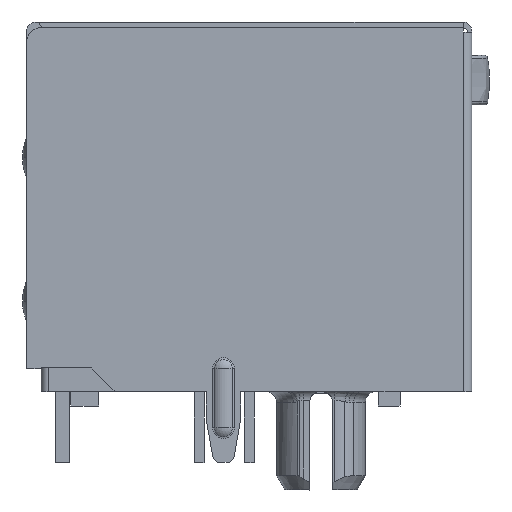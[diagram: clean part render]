
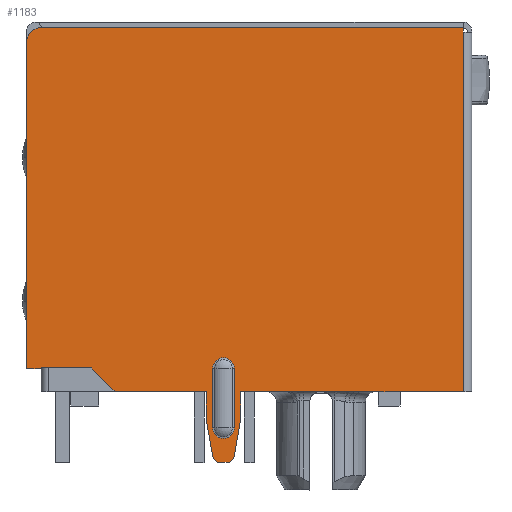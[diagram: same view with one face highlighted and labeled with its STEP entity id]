
A CAD part, left-side view. The second image highlights one B-rep face of the part: STEP entity #1183.
In plain terms, the highlighted planar face has unit normal (-1, 0, 0).
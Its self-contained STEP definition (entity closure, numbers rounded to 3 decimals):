
#1183=ADVANCED_FACE('',(#3434,#3435),#3436,.T.);
#3434=FACE_OUTER_BOUND('',#6764,.T.);
#3435=FACE_BOUND('',#6765,.T.);
#3436=PLANE('',#6766);
#6764=EDGE_LOOP('',(#12026,#12027,#12028,#12029,#12030,#12031,#12032,#12033,#12034,#12035,#12036,#12037,#12038,#12039,#12040,#12041,#12042,#12043));
#6765=EDGE_LOOP('',(#12044,#12045,#12046,#12047));
#6766=AXIS2_PLACEMENT_3D('',#12048,#12049,#12050);
#12026=ORIENTED_EDGE('',*,*,#23175,.F.);
#12027=ORIENTED_EDGE('',*,*,#23046,.F.);
#12028=ORIENTED_EDGE('',*,*,#23067,.F.);
#12029=ORIENTED_EDGE('',*,*,#23176,.T.);
#12030=ORIENTED_EDGE('',*,*,#23078,.F.);
#12031=ORIENTED_EDGE('',*,*,#23168,.F.);
#12032=ORIENTED_EDGE('',*,*,#23177,.F.);
#12033=ORIENTED_EDGE('',*,*,#23178,.T.);
#12034=ORIENTED_EDGE('',*,*,#23179,.T.);
#12035=ORIENTED_EDGE('',*,*,#23180,.T.);
#12036=ORIENTED_EDGE('',*,*,#23181,.T.);
#12037=ORIENTED_EDGE('',*,*,#23182,.T.);
#12038=ORIENTED_EDGE('',*,*,#23183,.T.);
#12039=ORIENTED_EDGE('',*,*,#23184,.T.);
#12040=ORIENTED_EDGE('',*,*,#23185,.T.);
#12041=ORIENTED_EDGE('',*,*,#23186,.T.);
#12042=ORIENTED_EDGE('',*,*,#23187,.T.);
#12043=ORIENTED_EDGE('',*,*,#23188,.T.);
#12044=ORIENTED_EDGE('',*,*,#23189,.T.);
#12045=ORIENTED_EDGE('',*,*,#23190,.F.);
#12046=ORIENTED_EDGE('',*,*,#23191,.T.);
#12047=ORIENTED_EDGE('',*,*,#23192,.F.);
#12048=CARTESIAN_POINT('',(0.16,0.01,0.66));
#12049=DIRECTION('',(-1.0,0.,0.));
#12050=DIRECTION('',(0.,0.,-1.0));
#23046=EDGE_CURVE('',#27477,#27479,#27480,.T.);
#23067=EDGE_CURVE('',#27514,#27477,#27516,.T.);
#23078=EDGE_CURVE('',#27531,#27533,#27534,.T.);
#23168=EDGE_CURVE('',#27691,#27531,#27693,.T.);
#23175=EDGE_CURVE('',#27479,#27704,#27705,.T.);
#23176=EDGE_CURVE('',#27514,#27533,#27706,.T.);
#23177=EDGE_CURVE('',#27707,#27691,#27708,.T.);
#23178=EDGE_CURVE('',#27707,#27709,#27710,.T.);
#23179=EDGE_CURVE('',#27709,#27711,#27712,.T.);
#23180=EDGE_CURVE('',#27711,#27713,#27714,.T.);
#23181=EDGE_CURVE('',#27713,#27715,#27716,.T.);
#23182=EDGE_CURVE('',#27715,#27717,#27718,.T.);
#23183=EDGE_CURVE('',#27717,#27719,#27720,.T.);
#23184=EDGE_CURVE('',#27719,#27721,#27722,.T.);
#23185=EDGE_CURVE('',#27721,#27723,#27724,.T.);
#23186=EDGE_CURVE('',#27723,#27725,#27726,.T.);
#23187=EDGE_CURVE('',#27725,#27727,#27728,.T.);
#23188=EDGE_CURVE('',#27727,#27704,#27729,.T.);
#23189=EDGE_CURVE('',#27730,#27731,#27732,.T.);
#23190=EDGE_CURVE('',#27733,#27731,#27734,.T.);
#23191=EDGE_CURVE('',#27733,#27735,#27736,.T.);
#23192=EDGE_CURVE('',#27730,#27735,#27737,.T.);
#27477=VERTEX_POINT('',#34834);
#27479=VERTEX_POINT('',#34837);
#27480=LINE('',#34838,#34839);
#27514=VERTEX_POINT('',#34891);
#27516=LINE('',#34894,#34895);
#27531=VERTEX_POINT('',#34915);
#27533=VERTEX_POINT('',#34918);
#27534=LINE('',#34919,#34920);
#27691=VERTEX_POINT('',#35156);
#27693=LINE('',#35159,#35160);
#27704=VERTEX_POINT('',#35175);
#27705=LINE('',#35176,#35177);
#27706=CIRCLE('',#35178,0.5);
#27707=VERTEX_POINT('',#35179);
#27708=LINE('',#35180,#35181);
#27709=VERTEX_POINT('',#35182);
#27710=LINE('',#35183,#35184);
#27711=VERTEX_POINT('',#35185);
#27712=LINE('',#35186,#35187);
#27713=VERTEX_POINT('',#35188);
#27714=LINE('',#35189,#35190);
#27715=VERTEX_POINT('',#35191);
#27716=LINE('',#35192,#35193);
#27717=VERTEX_POINT('',#35194);
#27718=LINE('',#35195,#35196);
#27719=VERTEX_POINT('',#35197);
#27720=CIRCLE('',#35198,0.254);
#27721=VERTEX_POINT('',#35199);
#27722=LINE('',#35200,#35201);
#27723=VERTEX_POINT('',#35202);
#27724=CIRCLE('',#35203,0.254);
#27725=VERTEX_POINT('',#35204);
#27726=LINE('',#35205,#35206);
#27727=VERTEX_POINT('',#35207);
#27728=LINE('',#35208,#35209);
#27729=LINE('',#35210,#35211);
#27730=VERTEX_POINT('',#35212);
#27731=VERTEX_POINT('',#35213);
#27732=CIRCLE('',#35214,0.381);
#27733=VERTEX_POINT('',#35215);
#27734=LINE('',#35216,#35217);
#27735=VERTEX_POINT('',#35218);
#27736=CIRCLE('',#35219,0.381);
#27737=LINE('',#35220,#35221);
#34834=CARTESIAN_POINT('',(0.16,0.405,16.438));
#34837=CARTESIAN_POINT('',(0.16,0.405,16.285));
#34838=CARTESIAN_POINT('',(0.16,0.405,4.257));
#34839=VECTOR('',#46585,1.0);
#34891=CARTESIAN_POINT('',(0.16,15.348,16.438));
#34894=CARTESIAN_POINT('',(0.16,14.652,16.438));
#34895=VECTOR('',#46605,1.0);
#34915=CARTESIAN_POINT('',(0.16,15.848,4.376));
#34918=CARTESIAN_POINT('',(0.16,15.848,15.938));
#34919=CARTESIAN_POINT('',(0.16,15.848,4.257));
#34920=VECTOR('',#46618,1.0);
#35156=CARTESIAN_POINT('',(0.16,15.338,4.376));
#35159=CARTESIAN_POINT('',(0.16,14.652,4.376));
#35160=VECTOR('',#46727,1.0);
#35175=CARTESIAN_POINT('',(0.16,0.405,3.56));
#35176=CARTESIAN_POINT('',(0.16,0.405,16.285));
#35177=VECTOR('',#46735,1.0);
#35178=AXIS2_PLACEMENT_3D('',#46736,#46737,#46738);
#35179=CARTESIAN_POINT('',(0.16,15.338,4.398));
#35180=CARTESIAN_POINT('',(0.16,15.338,4.257));
#35181=VECTOR('',#46739,1.0);
#35182=CARTESIAN_POINT('',(0.16,13.562,4.398));
#35183=CARTESIAN_POINT('',(0.16,14.652,4.398));
#35184=VECTOR('',#46740,1.0);
#35185=CARTESIAN_POINT('',(0.16,12.724,3.56));
#35186=CARTESIAN_POINT('',(0.16,13.421,4.257));
#35187=VECTOR('',#46741,1.0);
#35188=CARTESIAN_POINT('',(0.16,9.498,3.56));
#35189=CARTESIAN_POINT('',(0.16,14.652,3.56));
#35190=VECTOR('',#46742,1.0);
#35191=CARTESIAN_POINT('',(0.16,9.498,2.578));
#35192=CARTESIAN_POINT('',(0.16,9.498,4.257));
#35193=VECTOR('',#46743,1.0);
#35194=CARTESIAN_POINT('',(0.16,9.266,1.264));
#35195=CARTESIAN_POINT('',(0.16,9.794,4.257));
#35196=VECTOR('',#46744,1.0);
#35197=CARTESIAN_POINT('',(0.16,9.016,1.054));
#35198=AXIS2_PLACEMENT_3D('',#46745,#46746,#46747);
#35199=CARTESIAN_POINT('',(0.16,8.761,1.054));
#35200=CARTESIAN_POINT('',(0.16,14.652,1.054));
#35201=VECTOR('',#46748,1.0);
#35202=CARTESIAN_POINT('',(0.16,8.511,1.264));
#35203=AXIS2_PLACEMENT_3D('',#46749,#46750,#46751);
#35204=CARTESIAN_POINT('',(0.16,8.279,2.578));
#35205=CARTESIAN_POINT('',(0.16,7.983,4.257));
#35206=VECTOR('',#46752,1.0);
#35207=CARTESIAN_POINT('',(0.16,8.279,3.56));
#35208=CARTESIAN_POINT('',(0.16,8.279,4.257));
#35209=VECTOR('',#46753,1.0);
#35210=CARTESIAN_POINT('',(0.16,14.652,3.56));
#35211=VECTOR('',#46754,1.0);
#35212=CARTESIAN_POINT('',(0.16,9.269,4.377));
#35213=CARTESIAN_POINT('',(0.16,8.507,4.377));
#35214=AXIS2_PLACEMENT_3D('',#46755,#46756,#46757);
#35215=CARTESIAN_POINT('',(0.16,8.507,2.285));
#35216=CARTESIAN_POINT('',(0.16,8.507,2.285));
#35217=VECTOR('',#46758,1.0);
#35218=CARTESIAN_POINT('',(0.16,9.269,2.285));
#35219=AXIS2_PLACEMENT_3D('',#46759,#46760,#46761);
#35220=CARTESIAN_POINT('',(0.16,9.269,4.377));
#35221=VECTOR('',#46762,1.0);
#46585=DIRECTION('',(0.,0.,-1.0));
#46605=DIRECTION('',(0.,-1.0,0.));
#46618=DIRECTION('',(0.,0.,1.0));
#46727=DIRECTION('',(0.,1.0,0.));
#46735=DIRECTION('',(0.,0.,-1.0));
#46736=CARTESIAN_POINT('',(0.16,15.348,15.938));
#46737=DIRECTION('',(-1.0,0.,0.));
#46738=DIRECTION('',(0.,-1.0,0.));
#46739=DIRECTION('',(0.,0.,-1.0));
#46740=DIRECTION('',(0.,-1.0,0.));
#46741=DIRECTION('',(0.,-0.707,-0.707));
#46742=DIRECTION('',(0.,-1.0,0.));
#46743=DIRECTION('',(0.,0.,-1.0));
#46744=DIRECTION('',(0.,-0.174,-0.985));
#46745=CARTESIAN_POINT('',(0.16,9.016,1.308));
#46746=DIRECTION('',(-1.0,0.,0.));
#46747=DIRECTION('',(0.,-1.0,0.));
#46748=DIRECTION('',(0.,-1.0,0.));
#46749=CARTESIAN_POINT('',(0.16,8.761,1.308));
#46750=DIRECTION('',(-1.0,0.,0.));
#46751=DIRECTION('',(0.,-1.0,0.));
#46752=DIRECTION('',(0.,-0.174,0.985));
#46753=DIRECTION('',(0.,0.,1.0));
#46754=DIRECTION('',(0.,-1.0,0.));
#46755=CARTESIAN_POINT('',(0.16,8.888,4.377));
#46756=DIRECTION('',(1.0,0.,0.));
#46757=DIRECTION('',(0.,-1.0,0.));
#46758=DIRECTION('',(0.,0.,1.0));
#46759=CARTESIAN_POINT('',(0.16,8.888,2.285));
#46760=DIRECTION('',(1.0,0.,0.));
#46761=DIRECTION('',(0.,-1.0,0.));
#46762=DIRECTION('',(0.,0.,-1.0));
